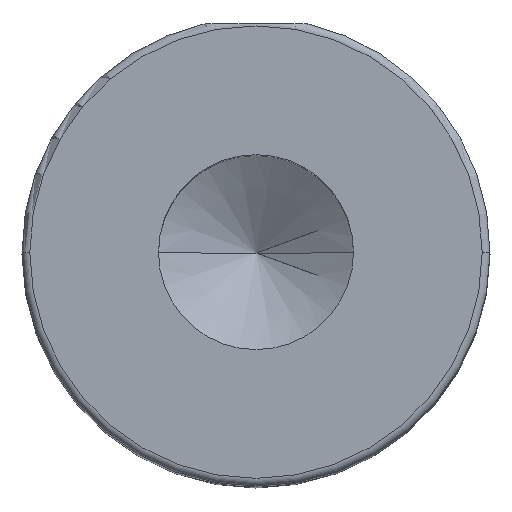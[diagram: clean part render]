
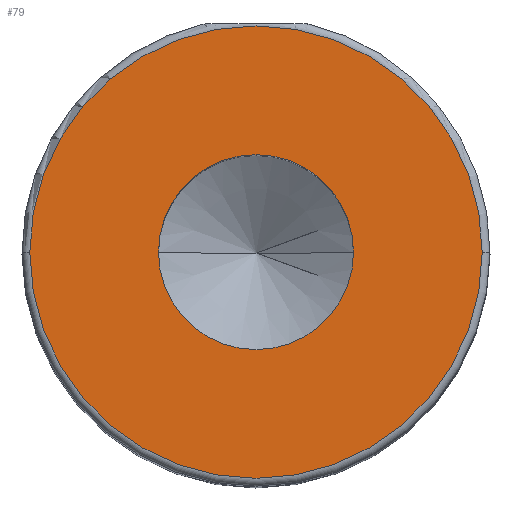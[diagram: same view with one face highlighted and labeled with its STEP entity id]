
A CAD part, top view. The second image highlights one B-rep face of the part: STEP entity #79.
In plain terms, the highlighted planar face has unit normal (0, 0, 1).
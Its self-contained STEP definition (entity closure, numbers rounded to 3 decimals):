
#22 = DIRECTION ( 'NONE',  ( 0., 0., 1. ) ) ;
#54 = FACE_BOUND ( 'NONE', #1215, .T. ) ;
#58 = ORIENTED_EDGE ( 'NONE', *, *, #887, .T. ) ;
#59 = DIRECTION ( 'NONE',  ( 0., 0., 1. ) ) ;
#79 = ADVANCED_FACE ( 'NONE', ( #54, #513 ), #514, .T. ) ;
#153 = EDGE_CURVE ( 'NONE', #498, #351, #1005, .T. ) ;
#172 = EDGE_LOOP ( 'NONE', ( #747, #58 ) ) ;
#241 = EDGE_CURVE ( 'NONE', #1035, #1053, #458, .T. ) ;
#330 = CARTESIAN_POINT ( 'NONE',  ( 0., 0., 15. ) ) ;
#351 = VERTEX_POINT ( 'NONE', #1034 ) ;
#353 = DIRECTION ( 'NONE',  ( 0., 0., 1. ) ) ;
#422 = DIRECTION ( 'NONE',  ( 1., 0., 0. ) ) ;
#458 = CIRCLE ( 'NONE', #766, 5.8 ) ;
#475 = AXIS2_PLACEMENT_3D ( 'NONE', #643, #59, #741 ) ;
#498 = VERTEX_POINT ( 'NONE', #1241 ) ;
#513 = FACE_OUTER_BOUND ( 'NONE', #172, .T. ) ;
#514 = PLANE ( 'NONE',  #911 ) ;
#595 = DIRECTION ( 'NONE',  ( 0., 0., 1. ) ) ;
#607 = CIRCLE ( 'NONE', #475, 5.8 ) ;
#614 = CARTESIAN_POINT ( 'NONE',  ( 0., 0., 15. ) ) ;
#639 = AXIS2_PLACEMENT_3D ( 'NONE', #937, #353, #1040 ) ;
#643 = CARTESIAN_POINT ( 'NONE',  ( 0., 0., 15. ) ) ;
#716 = DIRECTION ( 'NONE',  ( 1., 0., 0. ) ) ;
#718 = ORIENTED_EDGE ( 'NONE', *, *, #865, .F. ) ;
#741 = DIRECTION ( 'NONE',  ( 1., 0., 0. ) ) ;
#747 = ORIENTED_EDGE ( 'NONE', *, *, #241, .T. ) ;
#766 = AXIS2_PLACEMENT_3D ( 'NONE', #614, #22, #716 ) ;
#768 = CARTESIAN_POINT ( 'NONE',  ( -5.8, 0., 15. ) ) ;
#865 = EDGE_CURVE ( 'NONE', #351, #498, #1050, .T. ) ;
#887 = EDGE_CURVE ( 'NONE', #1053, #1035, #607, .T. ) ;
#895 = AXIS2_PLACEMENT_3D ( 'NONE', #330, #1013, #422 ) ;
#911 = AXIS2_PLACEMENT_3D ( 'NONE', #1182, #595, #1278 ) ;
#937 = CARTESIAN_POINT ( 'NONE',  ( 0., 0., 15. ) ) ;
#1005 = CIRCLE ( 'NONE', #895, 2.5 ) ;
#1013 = DIRECTION ( 'NONE',  ( 0., 0., 1. ) ) ;
#1034 = CARTESIAN_POINT ( 'NONE',  ( 2.5, 0., 15. ) ) ;
#1035 = VERTEX_POINT ( 'NONE', #1068 ) ;
#1040 = DIRECTION ( 'NONE',  ( 1., 0., 0. ) ) ;
#1050 = CIRCLE ( 'NONE', #639, 2.5 ) ;
#1053 = VERTEX_POINT ( 'NONE', #768 ) ;
#1068 = CARTESIAN_POINT ( 'NONE',  ( 5.8, 0., 15. ) ) ;
#1099 = ORIENTED_EDGE ( 'NONE', *, *, #153, .F. ) ;
#1182 = CARTESIAN_POINT ( 'NONE',  ( 0., 0., 15. ) ) ;
#1215 = EDGE_LOOP ( 'NONE', ( #718, #1099 ) ) ;
#1241 = CARTESIAN_POINT ( 'NONE',  ( -2.5, 0., 15. ) ) ;
#1278 = DIRECTION ( 'NONE',  ( 1., 0., 0. ) ) ;
